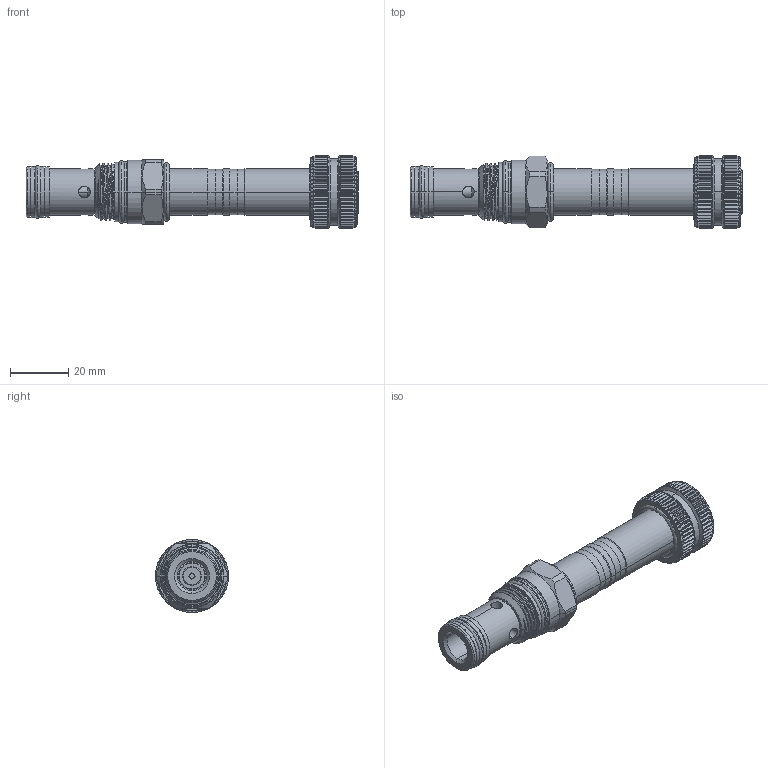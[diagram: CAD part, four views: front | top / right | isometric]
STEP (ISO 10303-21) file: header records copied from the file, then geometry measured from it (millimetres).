
FILE_DESCRIPTION (( 'STEP AP203' ), '1' );
FILE_NAME ('EP13A2C51P04.STEP', '2020-03-31T05:42:35', ( '' ), ( '' ), 'SwSTEP 2.0', 'SolidWorks 2018', '' );
FILE_SCHEMA (( 'CONFIG_CONTROL_DESIGN' ));
Products named in the file (1): EP13A2C51P04
Bounding box: 113.7 x 25 x 25 mm (x, y, z)
Volume: 21493.1 mm3; surface area: 20097.8 mm2
Topology: 16 solids, 16 shells, 1271 faces, 3282 edges, 2061 vertices
Faces by surface type: cylinder 529, plane 466, cone 216, torus 34, bspline 26
Entity records: 50763 total; most frequent: CARTESIAN_POINT 20951, ORIENTED_EDGE 6564, DIRECTION 5901, EDGE_CURVE 3282, AXIS2_PLACEMENT_3D 2303, VERTEX_POINT 2061, EDGE_LOOP 1327, LINE 1295
